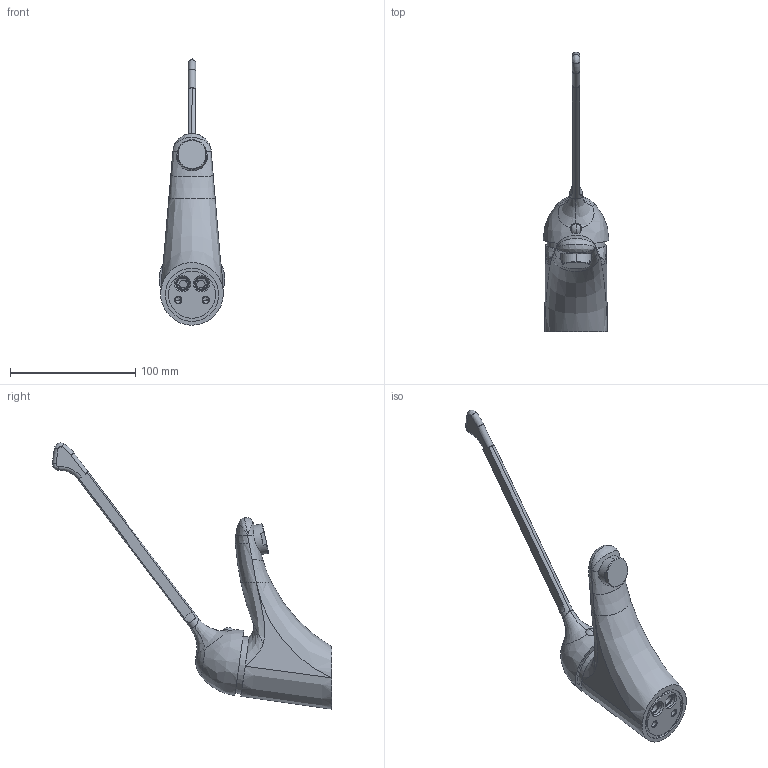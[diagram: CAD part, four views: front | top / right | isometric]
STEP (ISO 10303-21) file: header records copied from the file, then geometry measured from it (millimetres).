
FILE_DESCRIPTION((''),'2;1');
FILE_NAME('ND301CR','2021-11-10T10:04:24',('ut3'),('PAFFONI SpA'),'CREO PARAMETRIC BY PTC INC, 2020044','CREO PARAMETRIC BY PTC INC, 2020044','');
FILE_SCHEMA(('CONFIG_CONTROL_DESIGN','SHAPE_APPEARANCE_LAYERS_GROUPS'));
Length unit declared in the file: millimetre
Products named in the file (1): ND301CR
Bounding box: 52.5 x 222.97 x 212.46 mm (x, y, z)
Volume: 195565.1 mm3; surface area: 57703.3 mm2
Topology: 1 solids, 1 shells, 188 faces, 474 edges, 281 vertices
Faces by surface type: cylinder 57, plane 49, cone 40, bspline 28, sphere 8, torus 6
Entity records: 9805 total; most frequent: CARTESIAN_POINT 4149, ORIENTED_EDGE 904, DIRECTION 890, EDGE_CURVE 452, AXIS2_PLACEMENT_3D 367, VERTEX_POINT 281, EDGE_LOOP 211, CIRCLE 207
